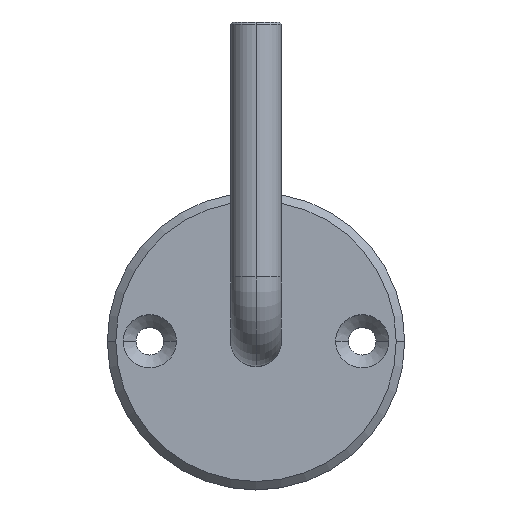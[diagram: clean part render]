
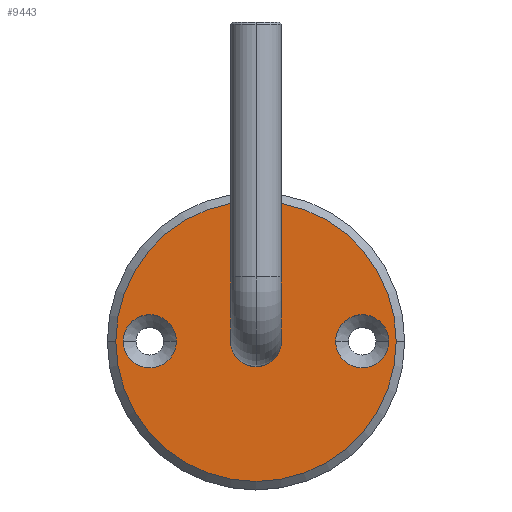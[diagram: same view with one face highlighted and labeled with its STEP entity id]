
A CAD part, top view. The second image highlights one B-rep face of the part: STEP entity #9443.
In plain terms, the highlighted planar face has unit normal (0, 0, 1).
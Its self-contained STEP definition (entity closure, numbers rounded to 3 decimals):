
#315 = AXIS2_PLACEMENT_3D ( 'NONE', #12463, #13757, #4064 ) ;
#348 = CARTESIAN_POINT ( 'NONE',  ( -3.25, 0., 6. ) ) ;
#491 = CARTESIAN_POINT ( 'NONE',  ( 31.25, 0., 6. ) ) ;
#492 = ORIENTED_EDGE ( 'NONE', *, *, #3830, .T. ) ;
#535 = ORIENTED_EDGE ( 'NONE', *, *, #2369, .F. ) ;
#635 = CARTESIAN_POINT ( 'NONE',  ( 18.75, 0., 6. ) ) ;
#655 = ORIENTED_EDGE ( 'NONE', *, *, #7582, .F. ) ;
#686 = CARTESIAN_POINT ( 'NONE',  ( -25., 0., 6. ) ) ;
#962 = DIRECTION ( 'NONE',  ( 0., 0., 1. ) ) ;
#1079 = AXIS2_PLACEMENT_3D ( 'NONE', #686, #7869, #10350 ) ;
#1097 = CIRCLE ( 'NONE', #9557, 6.25 ) ;
#1155 = EDGE_LOOP ( 'NONE', ( #3204, #492 ) ) ;
#1225 = DIRECTION ( 'NONE',  ( 0., 0., 1. ) ) ;
#1972 = EDGE_LOOP ( 'NONE', ( #11053, #5568 ) ) ;
#2325 = EDGE_CURVE ( 'NONE', #13643, #11261, #14011, .T. ) ;
#2355 = DIRECTION ( 'NONE',  ( 1., 0., 0. ) ) ;
#2369 = EDGE_CURVE ( 'NONE', #4737, #9084, #3899, .T. ) ;
#2755 = DIRECTION ( 'NONE',  ( 0., 0., -1. ) ) ;
#3001 = ORIENTED_EDGE ( 'NONE', *, *, #2325, .T. ) ;
#3043 = CIRCLE ( 'NONE', #14565, 6.25 ) ;
#3190 = VERTEX_POINT ( 'NONE', #635 ) ;
#3204 = ORIENTED_EDGE ( 'NONE', *, *, #4639, .T. ) ;
#3430 = DIRECTION ( 'NONE',  ( 1., 0., 0. ) ) ;
#3830 = EDGE_CURVE ( 'NONE', #14745, #11460, #12820, .T. ) ;
#3899 = CIRCLE ( 'NONE', #1079, 6.25 ) ;
#4037 = CARTESIAN_POINT ( 'NONE',  ( 0., 0., 6. ) ) ;
#4064 = DIRECTION ( 'NONE',  ( 1., 0., 0. ) ) ;
#4639 = EDGE_CURVE ( 'NONE', #11460, #14745, #13970, .T. ) ;
#4660 = AXIS2_PLACEMENT_3D ( 'NONE', #12538, #12644, #6531 ) ;
#4737 = VERTEX_POINT ( 'NONE', #11689 ) ;
#4788 = DIRECTION ( 'NONE',  ( 1., 0., 0. ) ) ;
#4982 = DIRECTION ( 'NONE',  ( 0., 0., 1. ) ) ;
#5547 = CIRCLE ( 'NONE', #12748, 3.25 ) ;
#5568 = ORIENTED_EDGE ( 'NONE', *, *, #11055, .F. ) ;
#5802 = ORIENTED_EDGE ( 'NONE', *, *, #12946, .T. ) ;
#6271 = AXIS2_PLACEMENT_3D ( 'NONE', #8832, #10083, #11306 ) ;
#6531 = DIRECTION ( 'NONE',  ( 1., 0., 0. ) ) ;
#7102 = CIRCLE ( 'NONE', #14384, 6.25 ) ;
#7582 = EDGE_CURVE ( 'NONE', #9084, #4737, #3043, .T. ) ;
#7631 = PLANE ( 'NONE',  #4660 ) ;
#7805 = CARTESIAN_POINT ( 'NONE',  ( -31.25, 0., 6. ) ) ;
#7869 = DIRECTION ( 'NONE',  ( 0., 0., 1. ) ) ;
#8577 = EDGE_LOOP ( 'NONE', ( #5802, #3001 ) ) ;
#8832 = CARTESIAN_POINT ( 'NONE',  ( 0., 0., 6. ) ) ;
#8833 = EDGE_CURVE ( 'NONE', #12967, #3190, #1097, .T. ) ;
#9077 = FACE_BOUND ( 'NONE', #1972, .T. ) ;
#9084 = VERTEX_POINT ( 'NONE', #7805 ) ;
#9092 = FACE_OUTER_BOUND ( 'NONE', #1155, .T. ) ;
#9416 = CARTESIAN_POINT ( 'NONE',  ( -33., 0., 6. ) ) ;
#9443 = ADVANCED_FACE ( 'NONE', ( #9475, #13664, #9077, #9092 ), #7631, .T. ) ;
#9475 = FACE_BOUND ( 'NONE', #8577, .T. ) ;
#9557 = AXIS2_PLACEMENT_3D ( 'NONE', #12071, #13305, #4788 ) ;
#9710 = DIRECTION ( 'NONE',  ( 1., 0., 0. ) ) ;
#10083 = DIRECTION ( 'NONE',  ( 0., 0., -1. ) ) ;
#10213 = DIRECTION ( 'NONE',  ( -1., 0., 0. ) ) ;
#10350 = DIRECTION ( 'NONE',  ( 1., 0., 0. ) ) ;
#10720 = CARTESIAN_POINT ( 'NONE',  ( -25., 0., 6. ) ) ;
#11053 = ORIENTED_EDGE ( 'NONE', *, *, #8833, .F. ) ;
#11055 = EDGE_CURVE ( 'NONE', #3190, #12967, #7102, .T. ) ;
#11261 = VERTEX_POINT ( 'NONE', #348 ) ;
#11306 = DIRECTION ( 'NONE',  ( -1., 0., 0. ) ) ;
#11426 = CARTESIAN_POINT ( 'NONE',  ( 33., 0., 6. ) ) ;
#11460 = VERTEX_POINT ( 'NONE', #9416 ) ;
#11689 = CARTESIAN_POINT ( 'NONE',  ( -18.75, 0., 6. ) ) ;
#11829 = EDGE_LOOP ( 'NONE', ( #535, #655 ) ) ;
#12045 = CARTESIAN_POINT ( 'NONE',  ( 25., 0., 6. ) ) ;
#12071 = CARTESIAN_POINT ( 'NONE',  ( 25., 0., 6. ) ) ;
#12463 = CARTESIAN_POINT ( 'NONE',  ( 0., 0., 6. ) ) ;
#12538 = CARTESIAN_POINT ( 'NONE',  ( 0., 0., 6. ) ) ;
#12644 = DIRECTION ( 'NONE',  ( 0., 0., 1. ) ) ;
#12748 = AXIS2_PLACEMENT_3D ( 'NONE', #4037, #2755, #10213 ) ;
#12820 = CIRCLE ( 'NONE', #315, 33. ) ;
#12908 = CARTESIAN_POINT ( 'NONE',  ( 3.25, 0., 6. ) ) ;
#12946 = EDGE_CURVE ( 'NONE', #11261, #13643, #5547, .T. ) ;
#12967 = VERTEX_POINT ( 'NONE', #491 ) ;
#13061 = CARTESIAN_POINT ( 'NONE',  ( 0., 0., 6. ) ) ;
#13305 = DIRECTION ( 'NONE',  ( 0., 0., 1. ) ) ;
#13619 = AXIS2_PLACEMENT_3D ( 'NONE', #13061, #4982, #9710 ) ;
#13643 = VERTEX_POINT ( 'NONE', #12908 ) ;
#13664 = FACE_BOUND ( 'NONE', #11829, .T. ) ;
#13757 = DIRECTION ( 'NONE',  ( 0., 0., 1. ) ) ;
#13970 = CIRCLE ( 'NONE', #13619, 33. ) ;
#14011 = CIRCLE ( 'NONE', #6271, 3.25 ) ;
#14384 = AXIS2_PLACEMENT_3D ( 'NONE', #12045, #1225, #2355 ) ;
#14565 = AXIS2_PLACEMENT_3D ( 'NONE', #10720, #962, #3430 ) ;
#14745 = VERTEX_POINT ( 'NONE', #11426 ) ;
